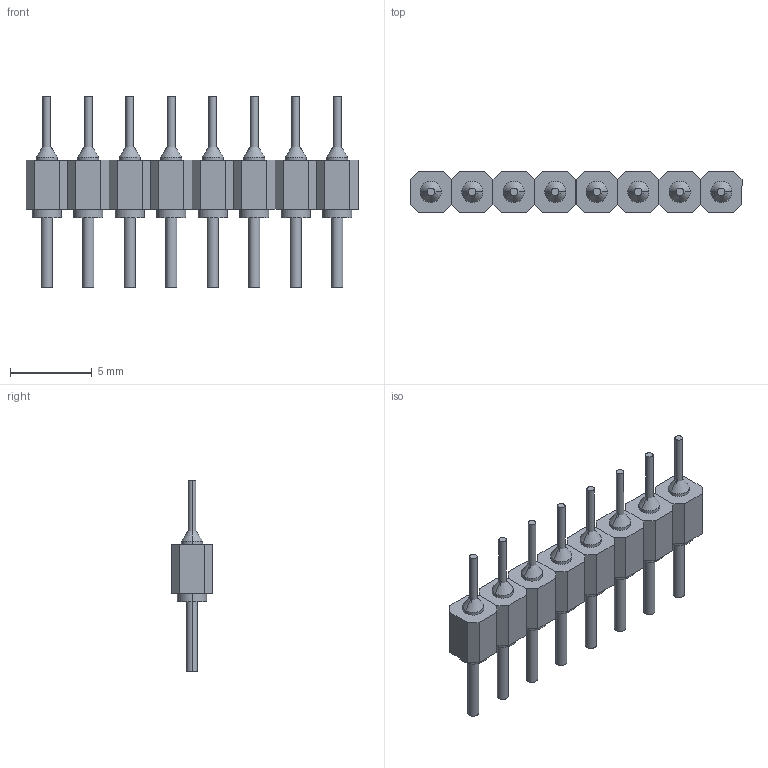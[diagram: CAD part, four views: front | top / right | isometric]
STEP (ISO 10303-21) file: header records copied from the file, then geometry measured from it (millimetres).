
FILE_DESCRIPTION((''),'2;1');
FILE_NAME('HARWIN_D01-9922046_8OF20.stp','2008-12-08T16:06:25',(''),(''),'Mechanical Desktop 2006','Mechanical Desktop 2006',', , ');
FILE_SCHEMA(('AUTOMOTIVE_DESIGN { 1 2 10303 214 0 1 1 1 }'));
Length unit declared in the file: millimetre
Products named in the file (1): HARWIN_D01-9922046_8OF20
Bounding box: 20.32 x 2.54 x 11.73 mm (x, y, z)
Volume: 178 mm3; surface area: 567.2 mm2
Topology: 48 solids, 48 shells, 232 faces, 432 edges, 280 vertices
Faces by surface type: plane 152, cylinder 64, cone 16
Entity records: 5673 total; most frequent: DIRECTION 1026, CARTESIAN_POINT 929, ORIENTED_EDGE 832, EDGE_CURVE 416, AXIS2_PLACEMENT_3D 377, VERTEX_POINT 280, VECTOR 272, LINE 272
